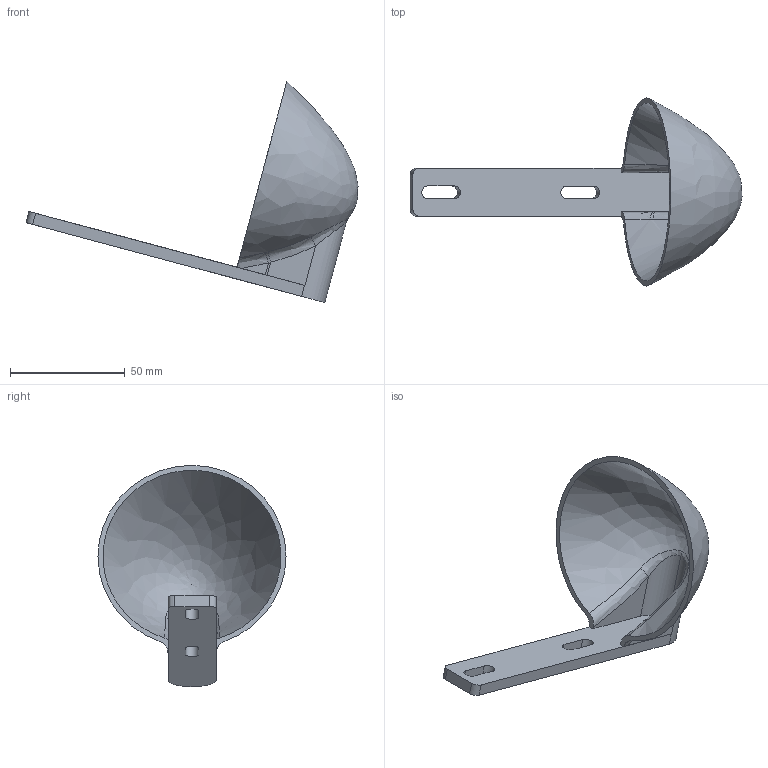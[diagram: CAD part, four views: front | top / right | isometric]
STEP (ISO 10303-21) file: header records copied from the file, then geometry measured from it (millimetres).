
FILE_DESCRIPTION(/* description */ (''),/* implementation_level */ '2;1');
FILE_NAME(/* name */ 'Torpedo - v1.step',/* time_stamp */ '2025-05-14T09:39:53-04:00',/* author */ (''),/* organization */ (''),/* preprocessor_version */ 'ST-DEVELOPER v20.1',/* originating_system */ 'Autodesk Translation Framework v14.4.0.0',/* authorisation */ '');
FILE_SCHEMA (('AUTOMOTIVE_DESIGN { 1 0 10303 214 3 1 1 }'));
Length unit declared in the file: millimetre
Products named in the file (2): Open Aero; Bottle Torpedo
Assembly tree (1 placements, depth 2):
  Open Aero
    Bottle Torpedo
Bounding box: 144.71 x 82 x 96.43 mm (x, y, z)
Volume: 31905.9 mm3; surface area: 26238.7 mm2
Topology: 1 solids, 1 shells, 47 faces, 133 edges, 86 vertices
Faces by surface type: plane 19, bspline 18, cylinder 10
Entity records: 2571 total; most frequent: CARTESIAN_POINT 1429, ORIENTED_EDGE 262, DIRECTION 174, EDGE_CURVE 131, VERTEX_POINT 86, AXIS2_PLACEMENT_3D 60, LINE 54, VECTOR 54
